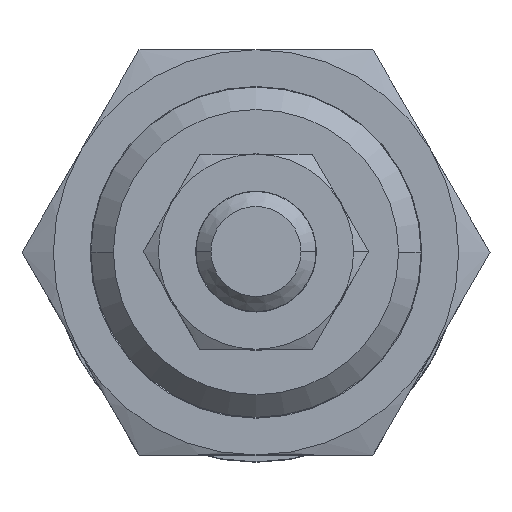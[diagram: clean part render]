
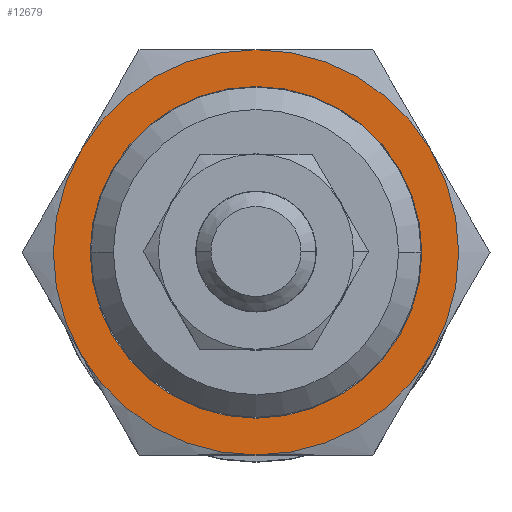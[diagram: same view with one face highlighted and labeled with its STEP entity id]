
A CAD part, top view. The second image highlights one B-rep face of the part: STEP entity #12679.
In plain terms, the highlighted planar face has unit normal (0, 0, 1).
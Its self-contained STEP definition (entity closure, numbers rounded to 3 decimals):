
#532 = VERTEX_POINT ( 'NONE', #9824 ) ;
#713 = AXIS2_PLACEMENT_3D ( 'NONE', #10441, #12569, #23877 ) ;
#730 = CARTESIAN_POINT ( 'NONE',  ( 0., 13.5, 279. ) ) ;
#778 = EDGE_LOOP ( 'NONE', ( #20984, #20683 ) ) ;
#787 = CARTESIAN_POINT ( 'NONE',  ( 0., 0., 279. ) ) ;
#984 = VERTEX_POINT ( 'NONE', #2811 ) ;
#1316 = FACE_BOUND ( 'NONE', #778, .T. ) ;
#1833 = DIRECTION ( 'NONE',  ( 0.866, 0.5, 0. ) ) ;
#1875 = VERTEX_POINT ( 'NONE', #730 ) ;
#1964 = CARTESIAN_POINT ( 'NONE',  ( 0., 0., 279. ) ) ;
#2009 = DIRECTION ( 'NONE',  ( 0., 0., -1. ) ) ;
#2120 = AXIS2_PLACEMENT_3D ( 'NONE', #19406, #17532, #17649 ) ;
#2126 = EDGE_CURVE ( 'NONE', #23510, #532, #5026, .T. ) ;
#2811 = CARTESIAN_POINT ( 'NONE',  ( 0., -13.5, 279. ) ) ;
#2869 = CIRCLE ( 'NONE', #15988, 11.05 ) ;
#2911 = DIRECTION ( 'NONE',  ( 0.866, 0.5, 0. ) ) ;
#3428 = PLANE ( 'NONE',  #20871 ) ;
#3441 = CARTESIAN_POINT ( 'NONE',  ( 0., 0., 279. ) ) ;
#3799 = CIRCLE ( 'NONE', #14541, 13.5 ) ;
#4842 = EDGE_LOOP ( 'NONE', ( #8079, #20914, #23888, #23087, #13949, #22568 ) ) ;
#5026 = CIRCLE ( 'NONE', #18929, 13.5 ) ;
#5172 = CARTESIAN_POINT ( 'NONE',  ( 0., 0., 279. ) ) ;
#5668 = DIRECTION ( 'NONE',  ( 0., 0., -1. ) ) ;
#5699 = AXIS2_PLACEMENT_3D ( 'NONE', #17246, #5668, #23539 ) ;
#5744 = VERTEX_POINT ( 'NONE', #13013 ) ;
#6284 = CIRCLE ( 'NONE', #713, 13.5 ) ;
#7108 = VERTEX_POINT ( 'NONE', #15545 ) ;
#7532 = DIRECTION ( 'NONE',  ( 0., 0., -1. ) ) ;
#7725 = DIRECTION ( 'NONE',  ( 0.866, 0.5, 0. ) ) ;
#8079 = ORIENTED_EDGE ( 'NONE', *, *, #8848, .F. ) ;
#8325 = EDGE_CURVE ( 'NONE', #1875, #9200, #6284, .T. ) ;
#8385 = CARTESIAN_POINT ( 'NONE',  ( 0., 0., 279. ) ) ;
#8848 = EDGE_CURVE ( 'NONE', #9200, #7108, #10303, .T. ) ;
#9145 = EDGE_CURVE ( 'NONE', #532, #1875, #12705, .T. ) ;
#9200 = VERTEX_POINT ( 'NONE', #12871 ) ;
#9276 = DIRECTION ( 'NONE',  ( 0.866, 0.5, 0. ) ) ;
#9824 = CARTESIAN_POINT ( 'NONE',  ( -11.691, 6.75, 279. ) ) ;
#10303 = CIRCLE ( 'NONE', #24594, 13.5 ) ;
#10441 = CARTESIAN_POINT ( 'NONE',  ( 0., 0., 279. ) ) ;
#10615 = EDGE_CURVE ( 'NONE', #5744, #23445, #2869, .T. ) ;
#10781 = DIRECTION ( 'NONE',  ( 0., 0., -1. ) ) ;
#11376 = EDGE_CURVE ( 'NONE', #23445, #5744, #23187, .T. ) ;
#12569 = DIRECTION ( 'NONE',  ( 0., 0., -1. ) ) ;
#12655 = FACE_OUTER_BOUND ( 'NONE', #4842, .T. ) ;
#12679 = ADVANCED_FACE ( 'NONE', ( #1316, #12655 ), #3428, .F. ) ;
#12705 = CIRCLE ( 'NONE', #17852, 13.5 ) ;
#12871 = CARTESIAN_POINT ( 'NONE',  ( 11.691, 6.75, 279. ) ) ;
#13013 = CARTESIAN_POINT ( 'NONE',  ( -9.57, -5.525, 279. ) ) ;
#13063 = EDGE_CURVE ( 'NONE', #984, #23510, #3799, .T. ) ;
#13949 = ORIENTED_EDGE ( 'NONE', *, *, #13063, .F. ) ;
#14056 = CIRCLE ( 'NONE', #2120, 13.5 ) ;
#14541 = AXIS2_PLACEMENT_3D ( 'NONE', #787, #19576, #15965 ) ;
#15545 = CARTESIAN_POINT ( 'NONE',  ( 11.691, -6.75, 279. ) ) ;
#15965 = DIRECTION ( 'NONE',  ( 0.866, 0.5, 0. ) ) ;
#15988 = AXIS2_PLACEMENT_3D ( 'NONE', #17553, #2009, #7725 ) ;
#17205 = CARTESIAN_POINT ( 'NONE',  ( 9.57, 5.525, 279. ) ) ;
#17246 = CARTESIAN_POINT ( 'NONE',  ( 0., 0., 279. ) ) ;
#17532 = DIRECTION ( 'NONE',  ( 0., 0., -1. ) ) ;
#17553 = CARTESIAN_POINT ( 'NONE',  ( 0., 0., 279. ) ) ;
#17649 = DIRECTION ( 'NONE',  ( 0.866, 0.5, 0. ) ) ;
#17852 = AXIS2_PLACEMENT_3D ( 'NONE', #8385, #19953, #2911 ) ;
#18929 = AXIS2_PLACEMENT_3D ( 'NONE', #1964, #23106, #1833 ) ;
#19083 = CARTESIAN_POINT ( 'NONE',  ( -11.691, -6.75, 279. ) ) ;
#19406 = CARTESIAN_POINT ( 'NONE',  ( 0., 0., 279. ) ) ;
#19576 = DIRECTION ( 'NONE',  ( 0., 0., -1. ) ) ;
#19953 = DIRECTION ( 'NONE',  ( 0., 0., -1. ) ) ;
#20683 = ORIENTED_EDGE ( 'NONE', *, *, #11376, .T. ) ;
#20708 = DIRECTION ( 'NONE',  ( 0.866, 0.5, 0. ) ) ;
#20871 = AXIS2_PLACEMENT_3D ( 'NONE', #5172, #10781, #20708 ) ;
#20914 = ORIENTED_EDGE ( 'NONE', *, *, #8325, .F. ) ;
#20984 = ORIENTED_EDGE ( 'NONE', *, *, #10615, .T. ) ;
#21161 = EDGE_CURVE ( 'NONE', #7108, #984, #14056, .T. ) ;
#22568 = ORIENTED_EDGE ( 'NONE', *, *, #21161, .F. ) ;
#23087 = ORIENTED_EDGE ( 'NONE', *, *, #2126, .F. ) ;
#23106 = DIRECTION ( 'NONE',  ( 0., 0., -1. ) ) ;
#23187 = CIRCLE ( 'NONE', #5699, 11.05 ) ;
#23445 = VERTEX_POINT ( 'NONE', #17205 ) ;
#23510 = VERTEX_POINT ( 'NONE', #19083 ) ;
#23539 = DIRECTION ( 'NONE',  ( 0.866, 0.5, 0. ) ) ;
#23877 = DIRECTION ( 'NONE',  ( 0.866, 0.5, 0. ) ) ;
#23888 = ORIENTED_EDGE ( 'NONE', *, *, #9145, .F. ) ;
#24594 = AXIS2_PLACEMENT_3D ( 'NONE', #3441, #7532, #9276 ) ;
